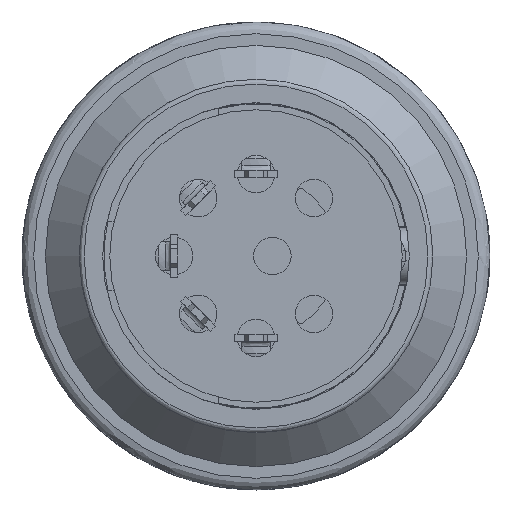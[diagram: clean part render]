
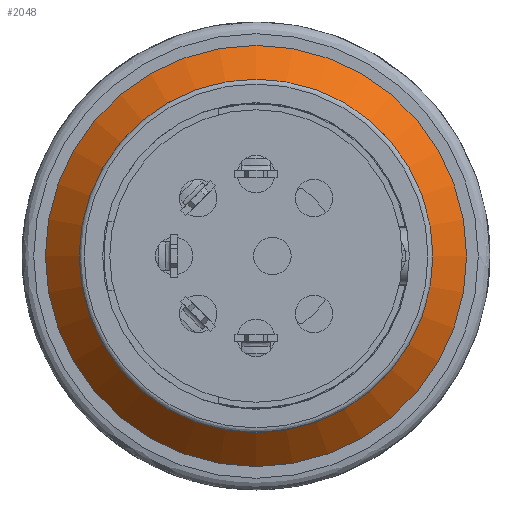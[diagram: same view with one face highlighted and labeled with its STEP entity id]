
A CAD part, left-side view. The second image highlights one B-rep face of the part: STEP entity #2048.
In plain terms, the highlighted conical face has half-angle 45 degrees and reference radius 7.55 mm.
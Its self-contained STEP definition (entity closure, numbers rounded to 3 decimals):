
#1520=CONICAL_SURFACE('',#10449,7.55,45.);
#1557=FACE_BOUND('',#3202,.T.);
#1558=FACE_BOUND('',#3203,.T.);
#2048=ADVANCED_FACE('',(#1557,#1558),#1520,.T.);
#3202=EDGE_LOOP('',(#4148));
#3203=EDGE_LOOP('',(#4149));
#3727=CIRCLE('',#10446,7.55);
#3728=CIRCLE('',#10448,9.);
#4148=ORIENTED_EDGE('',*,*,#7525,.T.);
#4149=ORIENTED_EDGE('',*,*,#7526,.F.);
#6641=VERTEX_POINT('',#14991);
#6642=VERTEX_POINT('',#14994);
#7525=EDGE_CURVE('',#6641,#6641,#3727,.T.);
#7526=EDGE_CURVE('',#6642,#6642,#3728,.T.);
#10446=AXIS2_PLACEMENT_3D('',#14990,#11167,#11168);
#10448=AXIS2_PLACEMENT_3D('',#14993,#11171,#11172);
#10449=AXIS2_PLACEMENT_3D('',#14995,#11173,#11174);
#11167=DIRECTION('',(1.,0.,0.));
#11168=DIRECTION('',(0.,-1.,0.));
#11171=DIRECTION('',(1.,0.,0.));
#11172=DIRECTION('',(0.,-1.,0.));
#11173=DIRECTION('',(1.,0.,0.));
#11174=DIRECTION('',(0.,-1.,0.));
#14990=CARTESIAN_POINT('',(-1.45,0.,0.));
#14991=CARTESIAN_POINT('',(-1.45,-7.55,0.));
#14993=CARTESIAN_POINT('',(0.,0.,0.));
#14994=CARTESIAN_POINT('',(0.,-9.,0.));
#14995=CARTESIAN_POINT('',(-1.45,0.,0.));
